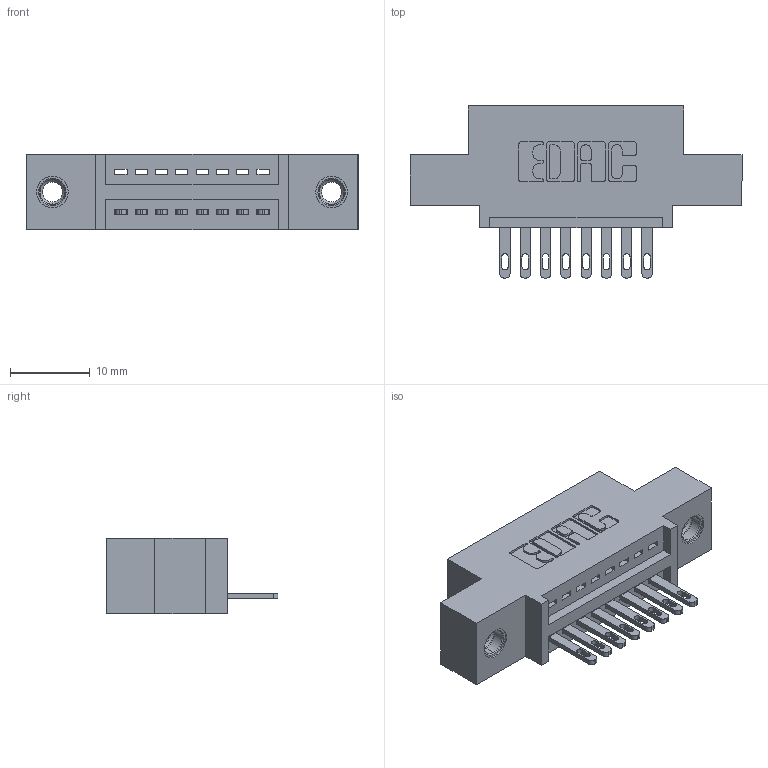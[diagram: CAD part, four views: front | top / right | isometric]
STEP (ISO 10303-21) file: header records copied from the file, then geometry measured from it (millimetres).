
FILE_DESCRIPTION (( 'STEP AP203' ), '1' );
FILE_NAME ('345-008-500-407.STEP', '2019-10-03T18:08:31', ( '' ), ( '' ), 'SwSTEP 2.0', 'SolidWorks 2016', '' );
FILE_SCHEMA (( 'CONFIG_CONTROL_DESIGN' ));
Length unit declared in the file: inch
Products named in the file (4): 345-008-500-407; 345-292-001_345-293-100; 345 Part_0.110 Offset - 0.156 Dia-TI; 345-250-001_345-250-005-103
Assembly tree (11 placements, depth 2):
  345-008-500-407
    345 Part_0.110 Offset - 0.156 Dia-TI
    345-292-001_345-293-100  x8
    345-250-001_345-250-005-103  x2
Bounding box: 41.53 x 21.51 x 9.4 mm (x, y, z)
Volume: 3584 mm3; surface area: 4433.2 mm2
Topology: 11 solids, 11 shells, 622 faces, 1833 edges, 1214 vertices
Faces by surface type: plane 388, cylinder 218, cone 12, torus 4
Entity records: 11846 total; most frequent: CARTESIAN_POINT 2035, ORIENTED_EDGE 1970, DIRECTION 1855, EDGE_CURVE 985, LINE 797, VECTOR 797, VERTEX_POINT 652, AXIS2_PLACEMENT_3D 529
